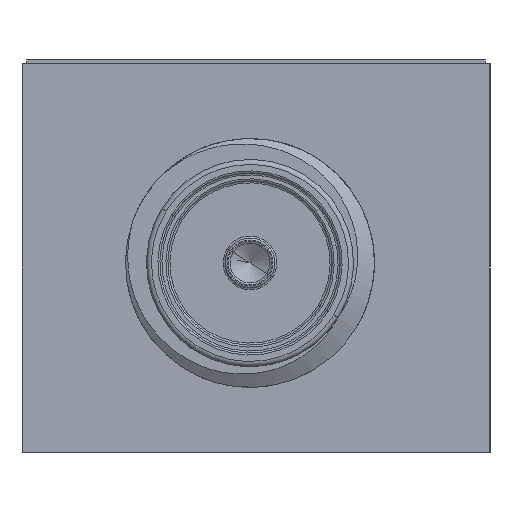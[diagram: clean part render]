
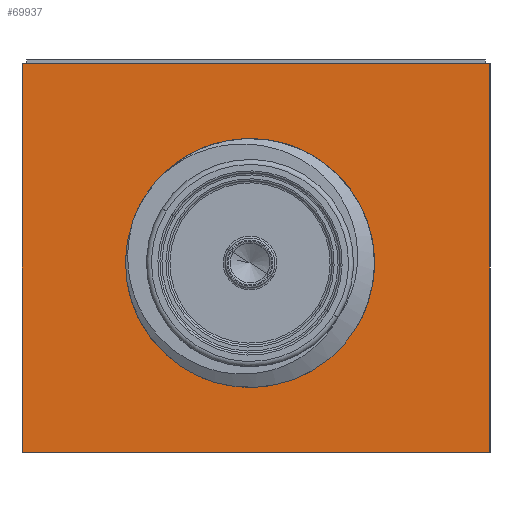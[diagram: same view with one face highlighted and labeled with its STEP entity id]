
A CAD part, left-side view. The second image highlights one B-rep face of the part: STEP entity #69937.
In plain terms, the highlighted planar face has unit normal (-1, 0, 0).
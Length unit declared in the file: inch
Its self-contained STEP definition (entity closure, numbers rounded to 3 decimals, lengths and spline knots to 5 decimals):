
#1633 = DIRECTION ( 'NONE',  ( 0., 0., 1. ) ) ;
#2472 = CARTESIAN_POINT ( 'NONE',  ( -1.38, 0., 0. ) ) ;
#7307 = AXIS2_PLACEMENT_3D ( 'NONE', #2472, #9457, #37802 ) ;
#9379 = ORIENTED_EDGE ( 'NONE', *, *, #56391, .F. ) ;
#9457 = DIRECTION ( 'NONE',  ( -1., 0., 0. ) ) ;
#9861 = EDGE_CURVE ( 'NONE', #70584, #73815, #48270, .T. ) ;
#10495 = EDGE_CURVE ( 'NONE', #63365, #51440, #70686, .T. ) ;
#12644 = VECTOR ( 'NONE', #27831, 39.37008 ) ;
#15822 = DIRECTION ( 'NONE',  ( -1., 0., 0. ) ) ;
#18071 = EDGE_CURVE ( 'NONE', #73815, #49642, #33701, .T. ) ;
#21512 = CARTESIAN_POINT ( 'NONE',  ( -1.38, 0.24103, -0.304 ) ) ;
#22555 = CARTESIAN_POINT ( 'NONE',  ( -1.38, 0., -0.39 ) ) ;
#23403 = CARTESIAN_POINT ( 'NONE',  ( -1.38, 0.47, 0. ) ) ;
#24608 = ORIENTED_EDGE ( 'NONE', *, *, #18071, .F. ) ;
#24754 = PLANE ( 'NONE',  #7307 ) ;
#25661 = CARTESIAN_POINT ( 'NONE',  ( -1.38, 0.47, 0. ) ) ;
#27831 = DIRECTION ( 'NONE',  ( 0., 0., -1. ) ) ;
#30206 = ORIENTED_EDGE ( 'NONE', *, *, #9861, .F. ) ;
#32112 = AXIS2_PLACEMENT_3D ( 'NONE', #79544, #15822, #65096 ) ;
#32289 = EDGE_LOOP ( 'NONE', ( #9379, #65756, #24608, #30206 ) ) ;
#32308 = DIRECTION ( 'NONE',  ( 0., 1., 0. ) ) ;
#33368 = ORIENTED_EDGE ( 'NONE', *, *, #90519, .F. ) ;
#33701 = LINE ( 'NONE', #46666, #51255 ) ;
#33834 = EDGE_LOOP ( 'NONE', ( #33368, #68150 ) ) ;
#36485 = CARTESIAN_POINT ( 'NONE',  ( -1.38, 0.24103, -0.2 ) ) ;
#37802 = DIRECTION ( 'NONE',  ( 0., 0., 1. ) ) ;
#39902 = CARTESIAN_POINT ( 'NONE',  ( -1.38, 0.47, -0.39 ) ) ;
#41370 = CIRCLE ( 'NONE', #59196, 0.104 ) ;
#44375 = LINE ( 'NONE', #72698, #55177 ) ;
#45193 = DIRECTION ( 'NONE',  ( 0., 0., 1. ) ) ;
#45209 = FACE_OUTER_BOUND ( 'NONE', #32289, .T. ) ;
#46666 = CARTESIAN_POINT ( 'NONE',  ( -1.38, 0., -0.39 ) ) ;
#48270 = LINE ( 'NONE', #91451, #12644 ) ;
#48903 = CARTESIAN_POINT ( 'NONE',  ( -1.38, 0., 0. ) ) ;
#49642 = VERTEX_POINT ( 'NONE', #39902 ) ;
#51255 = VECTOR ( 'NONE', #32308, 39.37008 ) ;
#51440 = VERTEX_POINT ( 'NONE', #53035 ) ;
#53035 = CARTESIAN_POINT ( 'NONE',  ( -1.38, 0.24103, -0.096 ) ) ;
#55177 = VECTOR ( 'NONE', #87155, 39.37008 ) ;
#56391 = EDGE_CURVE ( 'NONE', #84053, #70584, #44375, .T. ) ;
#59196 = AXIS2_PLACEMENT_3D ( 'NONE', #36485, #65722, #1633 ) ;
#63365 = VERTEX_POINT ( 'NONE', #21512 ) ;
#65096 = DIRECTION ( 'NONE',  ( 0., 0., 1. ) ) ;
#65722 = DIRECTION ( 'NONE',  ( -1., 0., 0. ) ) ;
#65756 = ORIENTED_EDGE ( 'NONE', *, *, #85072, .F. ) ;
#68150 = ORIENTED_EDGE ( 'NONE', *, *, #10495, .F. ) ;
#69937 = ADVANCED_FACE ( 'NONE', ( #87537, #45209 ), #24754, .T. ) ;
#70584 = VERTEX_POINT ( 'NONE', #48903 ) ;
#70686 = CIRCLE ( 'NONE', #32112, 0.104 ) ;
#72698 = CARTESIAN_POINT ( 'NONE',  ( -1.38, 0., 0. ) ) ;
#73815 = VERTEX_POINT ( 'NONE', #22555 ) ;
#79071 = VECTOR ( 'NONE', #45193, 39.37008 ) ;
#79544 = CARTESIAN_POINT ( 'NONE',  ( -1.38, 0.24103, -0.2 ) ) ;
#84053 = VERTEX_POINT ( 'NONE', #23403 ) ;
#85072 = EDGE_CURVE ( 'NONE', #49642, #84053, #88406, .T. ) ;
#87155 = DIRECTION ( 'NONE',  ( 0., -1., 0. ) ) ;
#87537 = FACE_BOUND ( 'NONE', #33834, .T. ) ;
#88406 = LINE ( 'NONE', #25661, #79071 ) ;
#90519 = EDGE_CURVE ( 'NONE', #51440, #63365, #41370, .T. ) ;
#91451 = CARTESIAN_POINT ( 'NONE',  ( -1.38, 0., 0. ) ) ;
